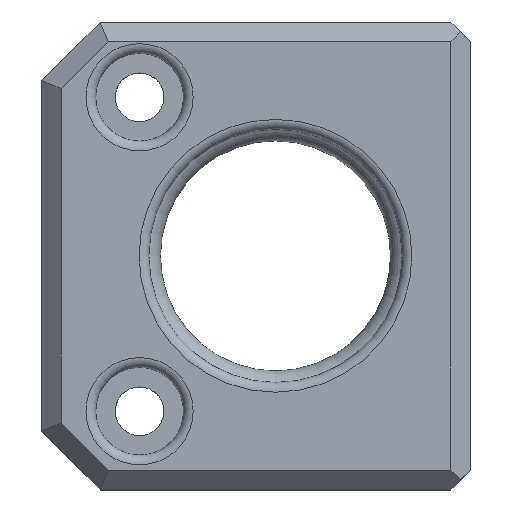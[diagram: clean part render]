
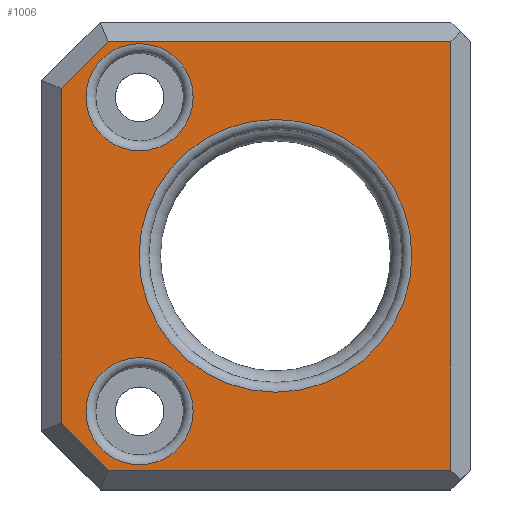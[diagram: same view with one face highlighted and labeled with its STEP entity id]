
A CAD part, top view. The second image highlights one B-rep face of the part: STEP entity #1006.
In plain terms, the highlighted planar face has unit normal (0, 0, 1).
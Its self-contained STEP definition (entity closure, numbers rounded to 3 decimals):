
#45=FACE_BOUND('',#166,.T.);
#46=FACE_BOUND('',#167,.T.);
#47=FACE_BOUND('',#168,.T.);
#51=CIRCLE('',#1088,2.75);
#52=CIRCLE('',#1089,7.);
#53=CIRCLE('',#1090,2.75);
#111=FACE_OUTER_BOUND('',#165,.T.);
#165=EDGE_LOOP('',(#731,#732,#733,#734,#735,#736));
#166=EDGE_LOOP('',(#737));
#167=EDGE_LOOP('',(#738));
#168=EDGE_LOOP('',(#739));
#228=LINE('',#1493,#337);
#233=LINE('',#1502,#342);
#245=LINE('',#1527,#354);
#247=LINE('',#1532,#356);
#251=LINE('',#1539,#360);
#254=LINE('',#1543,#363);
#337=VECTOR('',#1191,10.);
#342=VECTOR('',#1198,10.);
#354=VECTOR('',#1218,10.);
#356=VECTOR('',#1222,10.);
#360=VECTOR('',#1228,10.);
#363=VECTOR('',#1233,10.);
#444=VERTEX_POINT('',#1490);
#445=VERTEX_POINT('',#1492);
#448=VERTEX_POINT('',#1500);
#457=VERTEX_POINT('',#1526);
#458=VERTEX_POINT('',#1530);
#459=VERTEX_POINT('',#1531);
#463=VERTEX_POINT('',#1549);
#464=VERTEX_POINT('',#1551);
#465=VERTEX_POINT('',#1553);
#538=EDGE_CURVE('',#444,#445,#228,.T.);
#543=EDGE_CURVE('',#448,#444,#233,.T.);
#555=EDGE_CURVE('',#445,#457,#245,.T.);
#557=EDGE_CURVE('',#458,#459,#247,.T.);
#561=EDGE_CURVE('',#459,#448,#251,.T.);
#564=EDGE_CURVE('',#457,#458,#254,.T.);
#567=EDGE_CURVE('',#463,#463,#51,.T.);
#568=EDGE_CURVE('',#464,#464,#52,.T.);
#569=EDGE_CURVE('',#465,#465,#53,.T.);
#731=ORIENTED_EDGE('',*,*,#555,.F.);
#732=ORIENTED_EDGE('',*,*,#538,.F.);
#733=ORIENTED_EDGE('',*,*,#543,.F.);
#734=ORIENTED_EDGE('',*,*,#561,.F.);
#735=ORIENTED_EDGE('',*,*,#557,.F.);
#736=ORIENTED_EDGE('',*,*,#564,.F.);
#737=ORIENTED_EDGE('',*,*,#567,.F.);
#738=ORIENTED_EDGE('',*,*,#568,.F.);
#739=ORIENTED_EDGE('',*,*,#569,.F.);
#967=PLANE('',#1087);
#1006=ADVANCED_FACE('',(#111,#45,#46,#47),#967,.T.);
#1087=AXIS2_PLACEMENT_3D('',#1548,#1238,#1239);
#1088=AXIS2_PLACEMENT_3D('',#1550,#1240,#1241);
#1089=AXIS2_PLACEMENT_3D('',#1552,#1242,#1243);
#1090=AXIS2_PLACEMENT_3D('',#1554,#1244,#1245);
#1191=DIRECTION('',(0.,-1.,0.));
#1198=DIRECTION('',(1.,0.,0.));
#1218=DIRECTION('',(-1.,0.,0.));
#1222=DIRECTION('',(0.,1.,0.));
#1228=DIRECTION('',(0.707,0.707,0.));
#1233=DIRECTION('',(-0.707,0.707,0.));
#1238=DIRECTION('center_axis',(0.,0.,1.));
#1239=DIRECTION('ref_axis',(1.,0.,0.));
#1240=DIRECTION('center_axis',(0.,0.,1.));
#1241=DIRECTION('ref_axis',(-1.,0.,0.));
#1242=DIRECTION('center_axis',(0.,0.,1.));
#1243=DIRECTION('ref_axis',(1.,0.,0.));
#1244=DIRECTION('center_axis',(0.,0.,1.));
#1245=DIRECTION('ref_axis',(-1.,0.,0.));
#1490=CARTESIAN_POINT('',(19.,21.,34.));
#1492=CARTESIAN_POINT('',(19.,-1.,34.));
#1493=CARTESIAN_POINT('',(19.,-2.,34.));
#1500=CARTESIAN_POINT('',(1.414,21.,34.));
#1502=CARTESIAN_POINT('',(-2.,21.,34.));
#1526=CARTESIAN_POINT('',(1.414,-1.,34.));
#1527=CARTESIAN_POINT('',(-2.,-1.,34.));
#1530=CARTESIAN_POINT('',(-1.,1.414,34.));
#1531=CARTESIAN_POINT('',(-1.,18.586,34.));
#1532=CARTESIAN_POINT('',(-1.,-2.,34.));
#1539=CARTESIAN_POINT('',(-5.793,13.793,34.));
#1543=CARTESIAN_POINT('',(0.207,0.207,34.));
#1548=CARTESIAN_POINT('Origin',(-2.,-2.,34.));
#1549=CARTESIAN_POINT('',(5.775,18.137,34.));
#1550=CARTESIAN_POINT('Origin',(3.025,18.137,34.));
#1551=CARTESIAN_POINT('',(17.,10.,34.));
#1552=CARTESIAN_POINT('Origin',(10.,10.,34.));
#1553=CARTESIAN_POINT('',(5.775,2.025,34.));
#1554=CARTESIAN_POINT('Origin',(3.025,2.025,34.));
